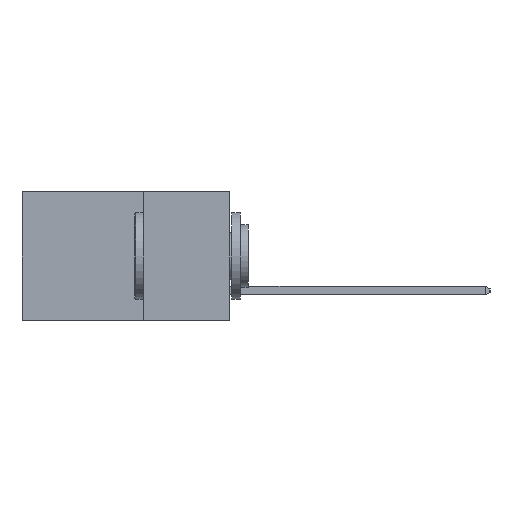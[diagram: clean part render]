
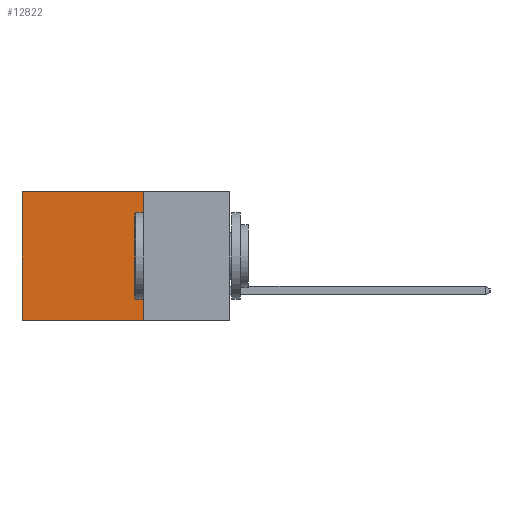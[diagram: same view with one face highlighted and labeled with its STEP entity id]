
A CAD part, left-side view. The second image highlights one B-rep face of the part: STEP entity #12822.
In plain terms, the highlighted planar face has unit normal (-1, 0, 0).
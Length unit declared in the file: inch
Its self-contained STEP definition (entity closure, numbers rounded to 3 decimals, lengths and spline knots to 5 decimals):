
#247 = EDGE_CURVE ( 'NONE', #1939, #7415, #2048, .T. ) ;
#388 = PLANE ( 'NONE',  #10753 ) ;
#392 = CARTESIAN_POINT ( 'NONE',  ( 0.2615, 0.6, 0. ) ) ;
#1630 = CARTESIAN_POINT ( 'NONE',  ( 0.2615, 0.25, -0.37 ) ) ;
#1835 = DIRECTION ( 'NONE',  ( 0., 0., -1. ) ) ;
#1939 = VERTEX_POINT ( 'NONE', #9921 ) ;
#2048 = LINE ( 'NONE', #5292, #6862 ) ;
#2297 = EDGE_LOOP ( 'NONE', ( #4896, #6568, #3397, #12469 ) ) ;
#2721 = DIRECTION ( 'NONE',  ( 1., 0., 0. ) ) ;
#2913 = CARTESIAN_POINT ( 'NONE',  ( 0.2615, 0.6, -0.37 ) ) ;
#3043 = DIRECTION ( 'NONE',  ( 0., 1., 0. ) ) ;
#3397 = ORIENTED_EDGE ( 'NONE', *, *, #247, .F. ) ;
#3751 = CARTESIAN_POINT ( 'NONE',  ( 0.2615, 0.25, -0.37 ) ) ;
#4601 = LINE ( 'NONE', #5458, #11835 ) ;
#4896 = ORIENTED_EDGE ( 'NONE', *, *, #12304, .T. ) ;
#5292 = CARTESIAN_POINT ( 'NONE',  ( 0.2615, 0.25, -0.37 ) ) ;
#5458 = CARTESIAN_POINT ( 'NONE',  ( 0.2615, 0.25, 0. ) ) ;
#5568 = DIRECTION ( 'NONE',  ( 0., 1., 0. ) ) ;
#6185 = CARTESIAN_POINT ( 'NONE',  ( 0.2615, 0.6, -0.37 ) ) ;
#6191 = VECTOR ( 'NONE', #3043, 39.37008 ) ;
#6568 = ORIENTED_EDGE ( 'NONE', *, *, #12381, .F. ) ;
#6862 = VECTOR ( 'NONE', #7063, 39.37008 ) ;
#7051 = EDGE_CURVE ( 'NONE', #1939, #10321, #4601, .T. ) ;
#7063 = DIRECTION ( 'NONE',  ( 0., 0., -1. ) ) ;
#7415 = VERTEX_POINT ( 'NONE', #3751 ) ;
#8060 = CARTESIAN_POINT ( 'NONE',  ( 0.2615, 0.25, -0.37 ) ) ;
#8399 = VERTEX_POINT ( 'NONE', #6185 ) ;
#9744 = DIRECTION ( 'NONE',  ( 0., 0., -1. ) ) ;
#9921 = CARTESIAN_POINT ( 'NONE',  ( 0.2615, 0.25, 0. ) ) ;
#10058 = LINE ( 'NONE', #2913, #12254 ) ;
#10321 = VERTEX_POINT ( 'NONE', #392 ) ;
#10753 = AXIS2_PLACEMENT_3D ( 'NONE', #1630, #2721, #9744 ) ;
#11835 = VECTOR ( 'NONE', #5568, 39.37008 ) ;
#11951 = FACE_OUTER_BOUND ( 'NONE', #2297, .T. ) ;
#11962 = LINE ( 'NONE', #8060, #6191 ) ;
#12254 = VECTOR ( 'NONE', #1835, 39.37008 ) ;
#12304 = EDGE_CURVE ( 'NONE', #10321, #8399, #10058, .T. ) ;
#12381 = EDGE_CURVE ( 'NONE', #7415, #8399, #11962, .T. ) ;
#12469 = ORIENTED_EDGE ( 'NONE', *, *, #7051, .T. ) ;
#12822 = ADVANCED_FACE ( 'NONE', ( #11951 ), #388, .F. ) ;
